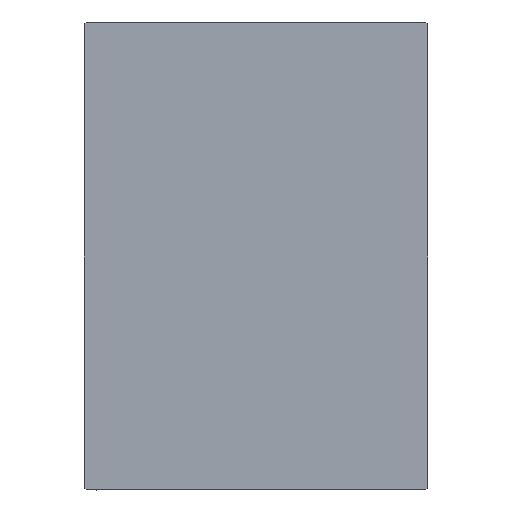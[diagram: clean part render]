
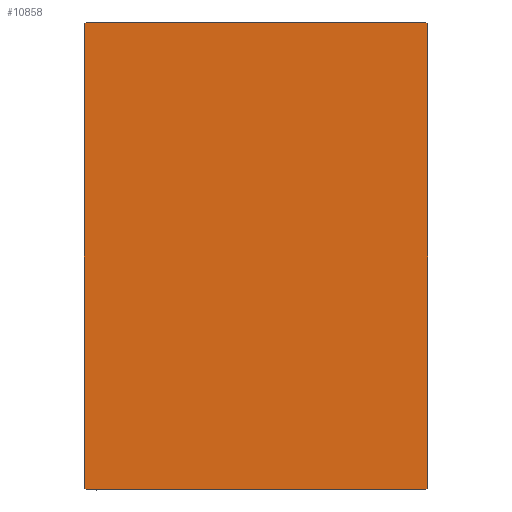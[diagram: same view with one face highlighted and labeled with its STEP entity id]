
A CAD part, left-side view. The second image highlights one B-rep face of the part: STEP entity #10858.
In plain terms, the highlighted face is planar.
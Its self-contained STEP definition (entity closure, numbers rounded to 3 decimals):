
#16 = VERTEX_POINT ( 'NONE', #12337 ) ;
#1056 = CARTESIAN_POINT ( 'NONE',  ( 135., 27.5, 37.2 ) ) ;
#1743 = LINE ( 'NONE', #9047, #39909 ) ;
#2365 = LINE ( 'NONE', #6569, #13438 ) ;
#3884 = DIRECTION ( 'NONE',  ( 1., 0., 0. ) ) ;
#4098 = DIRECTION ( 'NONE',  ( 0., 0., -1. ) ) ;
#4623 = ORIENTED_EDGE ( 'NONE', *, *, #38004, .T. ) ;
#5226 = CARTESIAN_POINT ( 'NONE',  ( 135., -27.5, 37.5 ) ) ;
#6569 = CARTESIAN_POINT ( 'NONE',  ( 135., -32.35, 32.35 ) ) ;
#7639 = CARTESIAN_POINT ( 'NONE',  ( 135., -32.35, -32.35 ) ) ;
#8865 = CARTESIAN_POINT ( 'NONE',  ( 135., -27.5, -37.5 ) ) ;
#9047 = CARTESIAN_POINT ( 'NONE',  ( 135., 27.5, -37.5 ) ) ;
#10138 = ORIENTED_EDGE ( 'NONE', *, *, #39342, .T. ) ;
#10858 = ADVANCED_FACE ( 'NONE', ( #21791 ), #18239, .T. ) ;
#11085 = VERTEX_POINT ( 'NONE', #34383 ) ;
#12135 = ORIENTED_EDGE ( 'NONE', *, *, #22044, .T. ) ;
#12337 = CARTESIAN_POINT ( 'NONE',  ( 135., -27.2, -37.5 ) ) ;
#12543 = DIRECTION ( 'NONE',  ( 0., -0.707, -0.707 ) ) ;
#13438 = VECTOR ( 'NONE', #12543, 1000. ) ;
#13647 = ORIENTED_EDGE ( 'NONE', *, *, #16049, .T. ) ;
#13910 = AXIS2_PLACEMENT_3D ( 'NONE', #34650, #3884, #4098 ) ;
#14186 = DIRECTION ( 'NONE',  ( 0., -1., 0. ) ) ;
#14274 = VERTEX_POINT ( 'NONE', #1056 ) ;
#15119 = CARTESIAN_POINT ( 'NONE',  ( 135., 27.2, -37.5 ) ) ;
#15523 = ORIENTED_EDGE ( 'NONE', *, *, #23909, .T. ) ;
#16049 = EDGE_CURVE ( 'NONE', #16, #43131, #39183, .T. ) ;
#16143 = VECTOR ( 'NONE', #32659, 1000. ) ;
#17322 = VECTOR ( 'NONE', #18035, 1000. ) ;
#17877 = VECTOR ( 'NONE', #37539, 1000. ) ;
#18035 = DIRECTION ( 'NONE',  ( 0., -0.707, 0.707 ) ) ;
#18239 = PLANE ( 'NONE',  #13910 ) ;
#18240 = CARTESIAN_POINT ( 'NONE',  ( 135., 32.35, -32.35 ) ) ;
#19286 = ORIENTED_EDGE ( 'NONE', *, *, #37845, .T. ) ;
#19506 = EDGE_CURVE ( 'NONE', #42014, #11085, #35992, .T. ) ;
#19568 = CARTESIAN_POINT ( 'NONE',  ( 135., 27.5, -37.2 ) ) ;
#21044 = LINE ( 'NONE', #24145, #43085 ) ;
#21161 = ORIENTED_EDGE ( 'NONE', *, *, #33549, .T. ) ;
#21693 = CARTESIAN_POINT ( 'NONE',  ( 135., 27.2, 37.5 ) ) ;
#21791 = FACE_OUTER_BOUND ( 'NONE', #29742, .T. ) ;
#22044 = EDGE_CURVE ( 'NONE', #34281, #24521, #21044, .T. ) ;
#22394 = DIRECTION ( 'NONE',  ( 0., 0.707, 0.707 ) ) ;
#23909 = EDGE_CURVE ( 'NONE', #24521, #42014, #2365, .T. ) ;
#24034 = CARTESIAN_POINT ( 'NONE',  ( 135., 32.35, 32.35 ) ) ;
#24145 = CARTESIAN_POINT ( 'NONE',  ( 135., 27.5, 37.5 ) ) ;
#24521 = VERTEX_POINT ( 'NONE', #32980 ) ;
#29742 = EDGE_LOOP ( 'NONE', ( #13647, #19286, #4623, #10138, #12135, #15523, #41441, #21161 ) ) ;
#31036 = VECTOR ( 'NONE', #32536, 1000. ) ;
#32536 = DIRECTION ( 'NONE',  ( 0., 1., 0. ) ) ;
#32659 = DIRECTION ( 'NONE',  ( 0., 0., -1. ) ) ;
#32980 = CARTESIAN_POINT ( 'NONE',  ( 135., -27.2, 37.5 ) ) ;
#33549 = EDGE_CURVE ( 'NONE', #11085, #16, #37326, .T. ) ;
#33791 = VERTEX_POINT ( 'NONE', #19568 ) ;
#34281 = VERTEX_POINT ( 'NONE', #21693 ) ;
#34383 = CARTESIAN_POINT ( 'NONE',  ( 135., -27.5, -37.2 ) ) ;
#34650 = CARTESIAN_POINT ( 'NONE',  ( 135., 0., 0. ) ) ;
#35083 = LINE ( 'NONE', #18240, #35674 ) ;
#35674 = VECTOR ( 'NONE', #22394, 1000. ) ;
#35992 = LINE ( 'NONE', #5226, #16143 ) ;
#37326 = LINE ( 'NONE', #7639, #17877 ) ;
#37539 = DIRECTION ( 'NONE',  ( 0., 0.707, -0.707 ) ) ;
#37845 = EDGE_CURVE ( 'NONE', #43131, #33791, #35083, .T. ) ;
#38004 = EDGE_CURVE ( 'NONE', #33791, #14274, #1743, .T. ) ;
#38997 = LINE ( 'NONE', #24034, #17322 ) ;
#39183 = LINE ( 'NONE', #8865, #31036 ) ;
#39342 = EDGE_CURVE ( 'NONE', #14274, #34281, #38997, .T. ) ;
#39909 = VECTOR ( 'NONE', #42026, 1000. ) ;
#41441 = ORIENTED_EDGE ( 'NONE', *, *, #19506, .T. ) ;
#42014 = VERTEX_POINT ( 'NONE', #42378 ) ;
#42026 = DIRECTION ( 'NONE',  ( 0., 0., 1. ) ) ;
#42378 = CARTESIAN_POINT ( 'NONE',  ( 135., -27.5, 37.2 ) ) ;
#43085 = VECTOR ( 'NONE', #14186, 1000. ) ;
#43131 = VERTEX_POINT ( 'NONE', #15119 ) ;
